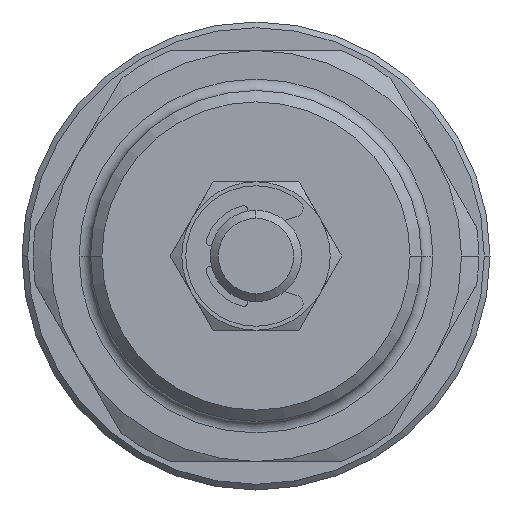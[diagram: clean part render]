
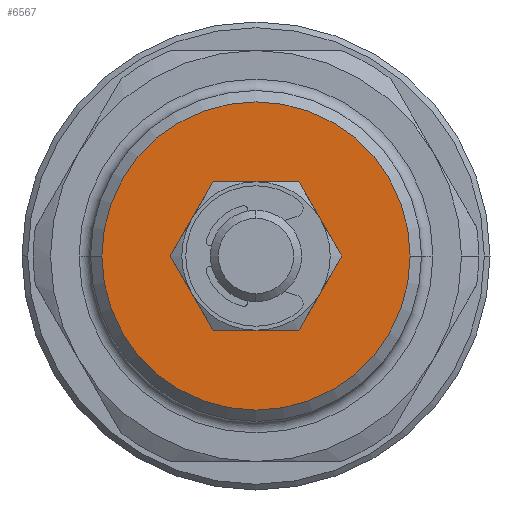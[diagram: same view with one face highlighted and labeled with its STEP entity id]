
A CAD part, left-side view. The second image highlights one B-rep face of the part: STEP entity #6567.
In plain terms, the highlighted planar face has unit normal (-1, 0, 0).
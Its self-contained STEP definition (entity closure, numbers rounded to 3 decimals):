
#401 = CIRCLE ( 'NONE', #7501, 13.5 ) ;
#623 = FACE_BOUND ( 'NONE', #5172, .T. ) ;
#626 = AXIS2_PLACEMENT_3D ( 'NONE', #7194, #3276, #7828 ) ;
#805 = VERTEX_POINT ( 'NONE', #1858 ) ;
#978 = DIRECTION ( 'NONE',  ( 1., 0., 0. ) ) ;
#1183 = EDGE_CURVE ( 'NONE', #7028, #3246, #401, .T. ) ;
#1257 = CIRCLE ( 'NONE', #626, 6.5 ) ;
#1578 = CIRCLE ( 'NONE', #7061, 6.5 ) ;
#1694 = CARTESIAN_POINT ( 'NONE',  ( -18., 0., 0. ) ) ;
#1839 = ORIENTED_EDGE ( 'NONE', *, *, #5408, .T. ) ;
#1858 = CARTESIAN_POINT ( 'NONE',  ( -18., 0., 6.5 ) ) ;
#2330 = DIRECTION ( 'NONE',  ( 0., 1., 0. ) ) ;
#2824 = DIRECTION ( 'NONE',  ( 0., -1., 0. ) ) ;
#3156 = VERTEX_POINT ( 'NONE', #6860 ) ;
#3246 = VERTEX_POINT ( 'NONE', #5000 ) ;
#3276 = DIRECTION ( 'NONE',  ( 1., 0., 0. ) ) ;
#3356 = CARTESIAN_POINT ( 'NONE',  ( -18., -13.5, 0. ) ) ;
#3863 = FACE_OUTER_BOUND ( 'NONE', #7857, .T. ) ;
#4111 = PLANE ( 'NONE',  #5630 ) ;
#4576 = CIRCLE ( 'NONE', #7702, 13.5 ) ;
#4858 = CARTESIAN_POINT ( 'NONE',  ( -18., 0., 0. ) ) ;
#4937 = DIRECTION ( 'NONE',  ( -1., 0., 0. ) ) ;
#5000 = CARTESIAN_POINT ( 'NONE',  ( -18., 13.5, 0. ) ) ;
#5090 = EDGE_CURVE ( 'NONE', #3156, #805, #1578, .T. ) ;
#5172 = EDGE_LOOP ( 'NONE', ( #1839, #6609 ) ) ;
#5369 = DIRECTION ( 'NONE',  ( 0., 1., 0. ) ) ;
#5408 = EDGE_CURVE ( 'NONE', #805, #3156, #1257, .T. ) ;
#5418 = CARTESIAN_POINT ( 'NONE',  ( -18., 0., -13.5 ) ) ;
#5508 = DIRECTION ( 'NONE',  ( 0., 0., -1. ) ) ;
#5630 = AXIS2_PLACEMENT_3D ( 'NONE', #5418, #6738, #2824 ) ;
#6135 = EDGE_CURVE ( 'NONE', #3246, #7028, #4576, .T. ) ;
#6225 = DIRECTION ( 'NONE',  ( -1., 0., 0. ) ) ;
#6411 = ORIENTED_EDGE ( 'NONE', *, *, #1183, .T. ) ;
#6567 = ADVANCED_FACE ( 'NONE', ( #623, #3863 ), #4111, .F. ) ;
#6609 = ORIENTED_EDGE ( 'NONE', *, *, #5090, .T. ) ;
#6738 = DIRECTION ( 'NONE',  ( 1., 0., 0. ) ) ;
#6860 = CARTESIAN_POINT ( 'NONE',  ( -18., 0., -6.5 ) ) ;
#7028 = VERTEX_POINT ( 'NONE', #3356 ) ;
#7061 = AXIS2_PLACEMENT_3D ( 'NONE', #4858, #978, #5508 ) ;
#7194 = CARTESIAN_POINT ( 'NONE',  ( -18., 0., 0. ) ) ;
#7501 = AXIS2_PLACEMENT_3D ( 'NONE', #8378, #4937, #5369 ) ;
#7702 = AXIS2_PLACEMENT_3D ( 'NONE', #1694, #6225, #2330 ) ;
#7724 = ORIENTED_EDGE ( 'NONE', *, *, #6135, .T. ) ;
#7828 = DIRECTION ( 'NONE',  ( 0., 0., -1. ) ) ;
#7857 = EDGE_LOOP ( 'NONE', ( #6411, #7724 ) ) ;
#8378 = CARTESIAN_POINT ( 'NONE',  ( -18., 0., 0. ) ) ;
